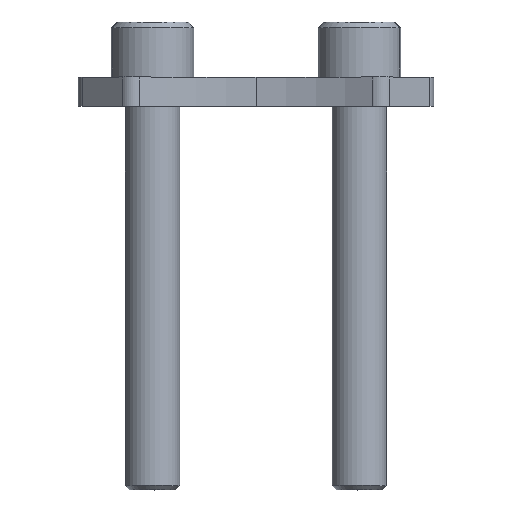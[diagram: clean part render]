
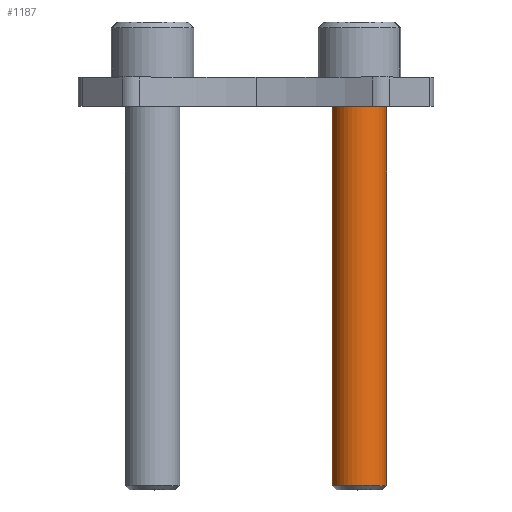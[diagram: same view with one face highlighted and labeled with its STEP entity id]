
A CAD part, top view. The second image highlights one B-rep face of the part: STEP entity #1187.
In plain terms, the highlighted cylindrical face has radius 6 mm (diameter 12 mm), a partial arc.
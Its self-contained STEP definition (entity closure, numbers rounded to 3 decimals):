
#14 = DIRECTION ( 'NONE',  ( -1., 0., 0. ) ) ;
#29 = LINE ( 'NONE', #951, #1413 ) ;
#57 = AXIS2_PLACEMENT_3D ( 'NONE', #824, #14, #275 ) ;
#59 = CARTESIAN_POINT ( 'NONE',  ( -31.75, 0., 0. ) ) ;
#110 = DIRECTION ( 'NONE',  ( -1., 0., 0. ) ) ;
#146 = CARTESIAN_POINT ( 'NONE',  ( 12.6, 0., -6. ) ) ;
#214 = EDGE_CURVE ( 'NONE', #997, #1409, #550, .T. ) ;
#236 = CARTESIAN_POINT ( 'NONE',  ( 101.035, 0., 0. ) ) ;
#268 = AXIS2_PLACEMENT_3D ( 'NONE', #59, #410, #1342 ) ;
#270 = EDGE_CURVE ( 'NONE', #1409, #1137, #1169, .T. ) ;
#275 = DIRECTION ( 'NONE',  ( 0., 0., 1. ) ) ;
#342 = CIRCLE ( 'NONE', #482, 6. ) ;
#345 = CARTESIAN_POINT ( 'NONE',  ( 101.035, 0., 6. ) ) ;
#389 = EDGE_CURVE ( 'NONE', #1309, #1137, #29, .T. ) ;
#410 = DIRECTION ( 'NONE',  ( -1., 0., 0. ) ) ;
#425 = ORIENTED_EDGE ( 'NONE', *, *, #270, .F. ) ;
#482 = AXIS2_PLACEMENT_3D ( 'NONE', #236, #110, #1022 ) ;
#550 = LINE ( 'NONE', #774, #570 ) ;
#570 = VECTOR ( 'NONE', #1367, 1000. ) ;
#774 = CARTESIAN_POINT ( 'NONE',  ( -31.75, 0., -6. ) ) ;
#824 = CARTESIAN_POINT ( 'NONE',  ( 12.6, 0., 0. ) ) ;
#836 = DIRECTION ( 'NONE',  ( -1., 0., 0. ) ) ;
#853 = EDGE_CURVE ( 'NONE', #997, #1309, #342, .T. ) ;
#868 = CYLINDRICAL_SURFACE ( 'NONE', #268, 6. ) ;
#878 = ORIENTED_EDGE ( 'NONE', *, *, #214, .F. ) ;
#933 = CARTESIAN_POINT ( 'NONE',  ( 101.035, 0., -6. ) ) ;
#951 = CARTESIAN_POINT ( 'NONE',  ( -31.75, 0., 6. ) ) ;
#997 = VERTEX_POINT ( 'NONE', #933 ) ;
#1022 = DIRECTION ( 'NONE',  ( 0., 0., 1. ) ) ;
#1137 = VERTEX_POINT ( 'NONE', #1431 ) ;
#1169 = CIRCLE ( 'NONE', #57, 6. ) ;
#1187 = ADVANCED_FACE ( 'NONE', ( #1442 ), #868, .T. ) ;
#1294 = ORIENTED_EDGE ( 'NONE', *, *, #853, .T. ) ;
#1309 = VERTEX_POINT ( 'NONE', #345 ) ;
#1342 = DIRECTION ( 'NONE',  ( 0., 0., 1. ) ) ;
#1367 = DIRECTION ( 'NONE',  ( -1., 0., 0. ) ) ;
#1371 = ORIENTED_EDGE ( 'NONE', *, *, #389, .T. ) ;
#1394 = EDGE_LOOP ( 'NONE', ( #878, #1294, #1371, #425 ) ) ;
#1409 = VERTEX_POINT ( 'NONE', #146 ) ;
#1413 = VECTOR ( 'NONE', #836, 1000. ) ;
#1431 = CARTESIAN_POINT ( 'NONE',  ( 12.6, 0., 6. ) ) ;
#1442 = FACE_OUTER_BOUND ( 'NONE', #1394, .T. ) ;
